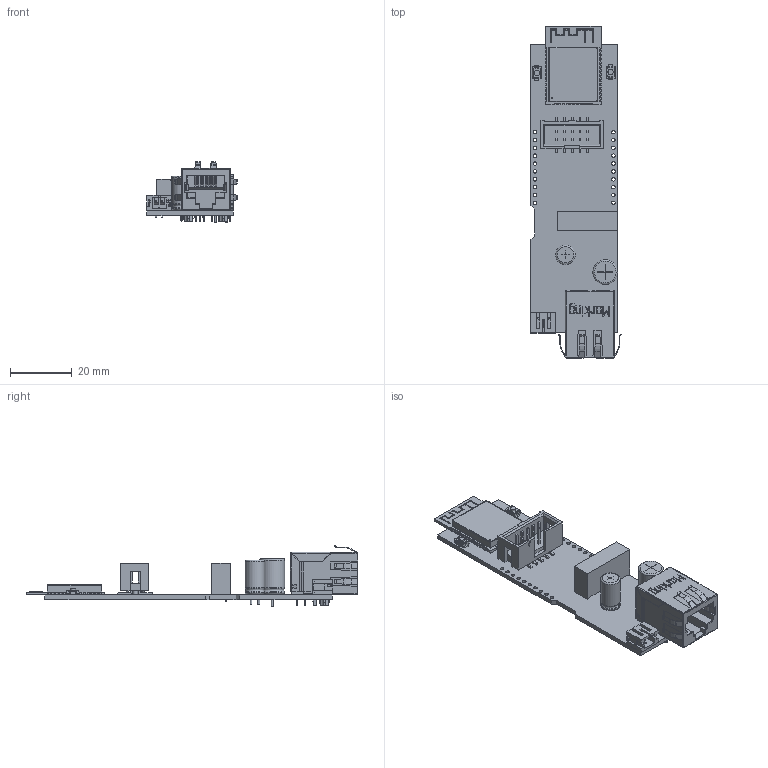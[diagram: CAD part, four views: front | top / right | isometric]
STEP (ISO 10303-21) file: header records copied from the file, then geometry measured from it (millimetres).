
FILE_DESCRIPTION(/* description */ (''),/* implementation_level */ '2;1');
FILE_NAME(/* name */ 'Olimex POE ISO PCBA.stp',/* time_stamp */ '2020-03-22T17:22:48-07:00',/* author */ ('paddy'),/* organization */ (''),/* preprocessor_version */ 'ST-DEVELOPER v18',/* originating_system */ 'Autodesk Inventor 2020',/* authorisation */ '');
FILE_SCHEMA (('AUTOMOTIVE_DESIGN { 1 0 10303 214 3 1 1 }'));
Products named in the file (17): Olimex POE ISO PCBA; Olimex POE ISO PCB; Olimex POE ISO C29; Olimex POE ISO C27; Olimex POE ISO Eth Jack; Connector_1Port_RJ45_Magjack_10-100Base-T_AutoMDIX_PoE_Wurth_Electron
ics-7499211002A_DigiKey-732-4976-ND; insulator; shielding; ESP-WROOM-32D; Pushbutton IT1185AU2; Olimex POE ISO BAT1 JST PH 2 Pin DW02R; Olimex POE ISO UEXT1; UEXT-SMD; User Library-HTST-105-01-F-DV-A__HTST-105-01-DV-A_header; User Library-HTST-105-01-F-DV-A__HTST-First_Position_Indicator; User Library-HTST-105-01-F-DV-A__T-1S6-05-01-DV_; Olimex POE ISO DCDC1 Mornsun F0505S-2WR2
Assembly tree (17 placements, depth 4):
  Olimex POE ISO PCBA
    Olimex POE ISO PCB
    Olimex POE ISO C29
    Olimex POE ISO C27
    Olimex POE ISO Eth Jack
      Connector_1Port_RJ45_Magjack_10-100Base-T_AutoMDIX_PoE_Wurth_Electron
ics-7499211002A_DigiKey-732-4976-ND
        insulator
        shielding
    ESP-WROOM-32D
    Pushbutton IT1185AU2  x2
    Olimex POE ISO BAT1 JST PH 2 Pin DW02R
    Olimex POE ISO UEXT1
      UEXT-SMD
        User Library-HTST-105-01-F-DV-A__HTST-105-01-DV-A_header
        User Library-HTST-105-01-F-DV-A__HTST-First_Position_Indicator
        User Library-HTST-105-01-F-DV-A__T-1S6-05-01-DV_
    Olimex POE ISO DCDC1 Mornsun F0505S-2WR2
Bounding box: 29.22 x 107.42 x 19.67 mm (x, y, z)
Volume: 10914.3 mm3; surface area: 16256.1 mm2
Topology: 59 solids, 59 shells, 2352 faces, 6236 edges, 4012 vertices
Faces by surface type: plane 1738, cylinder 512, bspline 74, torus 10, sphere 10, cone 8
Full cylindrical faces by diameter (mm): 0.1 x25, 0.4 x1, 0.6 x4, 1.143 x20, 1.2 x1, 1.524 x2, 1.75 x2, 6.3 x2, 8 x2
Entity records: 70598 total; most frequent: CARTESIAN_POINT 14689, ORIENTED_EDGE 11618, DIRECTION 10763, EDGE_CURVE 5809, LINE 4697, VECTOR 4697, VERTEX_POINT 3756, AXIS2_PLACEMENT_3D 3033
